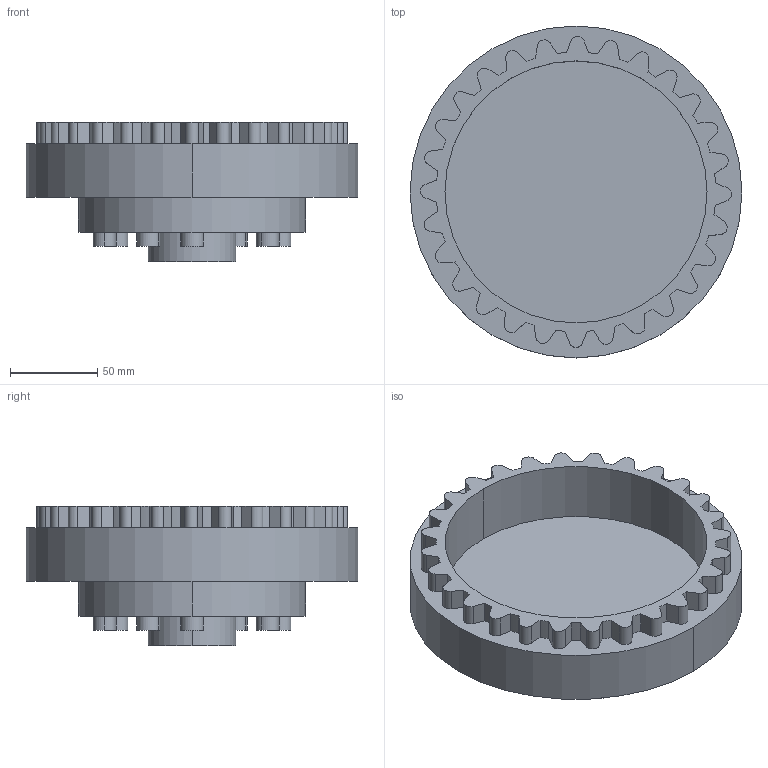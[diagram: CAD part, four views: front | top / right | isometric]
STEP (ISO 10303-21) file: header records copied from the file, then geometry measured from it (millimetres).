
FILE_DESCRIPTION((''),'2;1');
FILE_NAME('WHEEL_SHAFT_FRONT','2020-07-29T12:07:42',('marin'),(''),'CREO PARAMETRIC BY PTC INC, 2019224','CREO PARAMETRIC BY PTC INC, 2019224','');
FILE_SCHEMA(('CONFIG_CONTROL_DESIGN'));
Length unit declared in the file: millimetre
Products named in the file (1): WHEEL_SHAFT_FRONT
Bounding box: 190 x 190 x 79.8 mm (x, y, z)
Volume: 827611.8 mm3; surface area: 117085.1 mm2
Topology: 1 solids, 1 shells, 162 faces, 432 edges, 288 vertices
Faces by surface type: cylinder 88, plane 74
Entity records: 5150 total; most frequent: DIRECTION 932, CARTESIAN_POINT 882, ORIENTED_EDGE 864, EDGE_CURVE 432, AXIS2_PLACEMENT_3D 338, VERTEX_POINT 288, VECTOR 256, LINE 256
